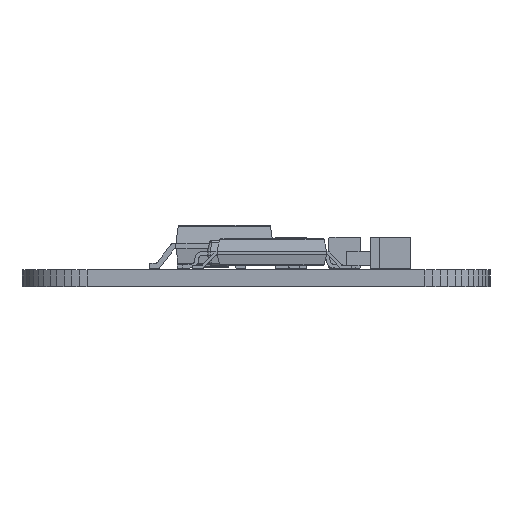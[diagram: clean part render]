
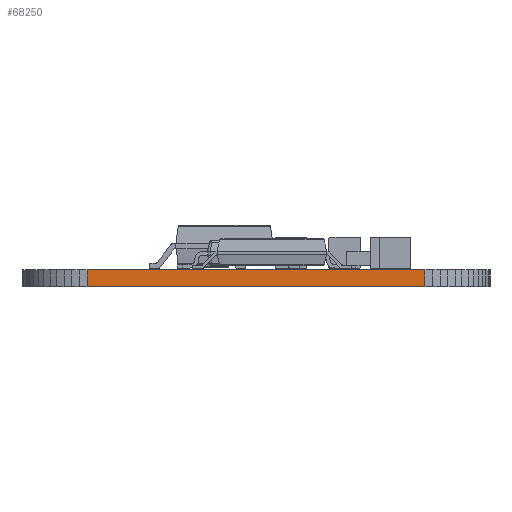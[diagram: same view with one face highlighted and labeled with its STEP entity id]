
A CAD part, front view. The second image highlights one B-rep face of the part: STEP entity #68250.
In plain terms, the highlighted planar face has unit normal (0, -1, 0).
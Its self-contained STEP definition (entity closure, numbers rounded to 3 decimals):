
#61929 = PLANE('',#61930);
#61930 = AXIS2_PLACEMENT_3D('',#61931,#61932,#61933);
#61931 = CARTESIAN_POINT('',(7.62,-19.05,0.68));
#61932 = DIRECTION('',(-0.,-0.,-1.));
#61933 = DIRECTION('',(-1.,0.,0.));
#61983 = PLANE('',#61984);
#61984 = AXIS2_PLACEMENT_3D('',#61985,#61986,#61987);
#61985 = CARTESIAN_POINT('',(7.62,-19.05,0.));
#61986 = DIRECTION('',(-0.,-0.,-1.));
#61987 = DIRECTION('',(-1.,0.,0.));
#62792 = VERTEX_POINT('',#62793);
#62793 = CARTESIAN_POINT('',(14.404,-40.714,0.));
#62807 = PLANE('',#62808);
#62808 = AXIS2_PLACEMENT_3D('',#62809,#62810,#62811);
#62809 = CARTESIAN_POINT('',(14.719,-40.695,0.));
#62810 = DIRECTION('',(0.06,-0.998,0.));
#62811 = DIRECTION('',(-0.998,-0.06,0.));
#62819 = EDGE_CURVE('',#62792,#62820,#62822,.T.);
#62820 = VERTEX_POINT('',#62821);
#62821 = CARTESIAN_POINT('',(0.836,-40.714,0.));
#62822 = SURFACE_CURVE('',#62823,(#62827,#62834),.PCURVE_S1.);
#62823 = LINE('',#62824,#62825);
#62824 = CARTESIAN_POINT('',(14.404,-40.714,0.));
#62825 = VECTOR('',#62826,1.);
#62826 = DIRECTION('',(-1.,0.,0.));
#62827 = PCURVE('',#61983,#62828);
#62828 = DEFINITIONAL_REPRESENTATION('',(#62829),#62833);
#62829 = LINE('',#62830,#62831);
#62830 = CARTESIAN_POINT('',(-6.784,-21.664));
#62831 = VECTOR('',#62832,1.);
#62832 = DIRECTION('',(1.,0.));
#62833 = ( GEOMETRIC_REPRESENTATION_CONTEXT(2) 
PARAMETRIC_REPRESENTATION_CONTEXT() REPRESENTATION_CONTEXT('2D SPACE',''
  ) );
#62834 = PCURVE('',#62835,#62840);
#62835 = PLANE('',#62836);
#62836 = AXIS2_PLACEMENT_3D('',#62837,#62838,#62839);
#62837 = CARTESIAN_POINT('',(14.404,-40.714,0.));
#62838 = DIRECTION('',(0.,-1.,0.));
#62839 = DIRECTION('',(-1.,0.,0.));
#62840 = DEFINITIONAL_REPRESENTATION('',(#62841),#62845);
#62841 = LINE('',#62842,#62843);
#62842 = CARTESIAN_POINT('',(0.,0.));
#62843 = VECTOR('',#62844,1.);
#62844 = DIRECTION('',(1.,0.));
#62845 = ( GEOMETRIC_REPRESENTATION_CONTEXT(2) 
PARAMETRIC_REPRESENTATION_CONTEXT() REPRESENTATION_CONTEXT('2D SPACE',''
  ) );
#62863 = PLANE('',#62864);
#62864 = AXIS2_PLACEMENT_3D('',#62865,#62866,#62867);
#62865 = CARTESIAN_POINT('',(0.836,-40.714,0.));
#62866 = DIRECTION('',(-0.06,-0.998,0.));
#62867 = DIRECTION('',(-0.998,0.06,0.));
#65280 = VERTEX_POINT('',#65281);
#65281 = CARTESIAN_POINT('',(14.404,-40.714,0.68));
#65302 = EDGE_CURVE('',#65280,#65303,#65305,.T.);
#65303 = VERTEX_POINT('',#65304);
#65304 = CARTESIAN_POINT('',(0.836,-40.714,0.68));
#65305 = SURFACE_CURVE('',#65306,(#65310,#65317),.PCURVE_S1.);
#65306 = LINE('',#65307,#65308);
#65307 = CARTESIAN_POINT('',(14.404,-40.714,0.68));
#65308 = VECTOR('',#65309,1.);
#65309 = DIRECTION('',(-1.,0.,0.));
#65310 = PCURVE('',#61929,#65311);
#65311 = DEFINITIONAL_REPRESENTATION('',(#65312),#65316);
#65312 = LINE('',#65313,#65314);
#65313 = CARTESIAN_POINT('',(-6.784,-21.664));
#65314 = VECTOR('',#65315,1.);
#65315 = DIRECTION('',(1.,0.));
#65316 = ( GEOMETRIC_REPRESENTATION_CONTEXT(2) 
PARAMETRIC_REPRESENTATION_CONTEXT() REPRESENTATION_CONTEXT('2D SPACE',''
  ) );
#65317 = PCURVE('',#62835,#65318);
#65318 = DEFINITIONAL_REPRESENTATION('',(#65319),#65323);
#65319 = LINE('',#65320,#65321);
#65320 = CARTESIAN_POINT('',(0.,-0.68));
#65321 = VECTOR('',#65322,1.);
#65322 = DIRECTION('',(1.,0.));
#65323 = ( GEOMETRIC_REPRESENTATION_CONTEXT(2) 
PARAMETRIC_REPRESENTATION_CONTEXT() REPRESENTATION_CONTEXT('2D SPACE',''
  ) );
#68202 = EDGE_CURVE('',#62792,#65280,#68203,.T.);
#68203 = SURFACE_CURVE('',#68204,(#68208,#68215),.PCURVE_S1.);
#68204 = LINE('',#68205,#68206);
#68205 = CARTESIAN_POINT('',(14.404,-40.714,0.));
#68206 = VECTOR('',#68207,1.);
#68207 = DIRECTION('',(0.,0.,1.));
#68208 = PCURVE('',#62807,#68209);
#68209 = DEFINITIONAL_REPRESENTATION('',(#68210),#68214);
#68210 = LINE('',#68211,#68212);
#68211 = CARTESIAN_POINT('',(0.316,0.));
#68212 = VECTOR('',#68213,1.);
#68213 = DIRECTION('',(0.,-1.));
#68214 = ( GEOMETRIC_REPRESENTATION_CONTEXT(2) 
PARAMETRIC_REPRESENTATION_CONTEXT() REPRESENTATION_CONTEXT('2D SPACE',''
  ) );
#68215 = PCURVE('',#62835,#68216);
#68216 = DEFINITIONAL_REPRESENTATION('',(#68217),#68221);
#68217 = LINE('',#68218,#68219);
#68218 = CARTESIAN_POINT('',(0.,0.));
#68219 = VECTOR('',#68220,1.);
#68220 = DIRECTION('',(0.,-1.));
#68221 = ( GEOMETRIC_REPRESENTATION_CONTEXT(2) 
PARAMETRIC_REPRESENTATION_CONTEXT() REPRESENTATION_CONTEXT('2D SPACE',''
  ) );
#68250 = ADVANCED_FACE('',(#68251),#62835,.T.);
#68251 = FACE_BOUND('',#68252,.T.);
#68252 = EDGE_LOOP('',(#68253,#68254,#68255,#68276));
#68253 = ORIENTED_EDGE('',*,*,#68202,.T.);
#68254 = ORIENTED_EDGE('',*,*,#65302,.T.);
#68255 = ORIENTED_EDGE('',*,*,#68256,.F.);
#68256 = EDGE_CURVE('',#62820,#65303,#68257,.T.);
#68257 = SURFACE_CURVE('',#68258,(#68262,#68269),.PCURVE_S1.);
#68258 = LINE('',#68259,#68260);
#68259 = CARTESIAN_POINT('',(0.836,-40.714,0.));
#68260 = VECTOR('',#68261,1.);
#68261 = DIRECTION('',(0.,0.,1.));
#68262 = PCURVE('',#62835,#68263);
#68263 = DEFINITIONAL_REPRESENTATION('',(#68264),#68268);
#68264 = LINE('',#68265,#68266);
#68265 = CARTESIAN_POINT('',(13.569,0.));
#68266 = VECTOR('',#68267,1.);
#68267 = DIRECTION('',(0.,-1.));
#68268 = ( GEOMETRIC_REPRESENTATION_CONTEXT(2) 
PARAMETRIC_REPRESENTATION_CONTEXT() REPRESENTATION_CONTEXT('2D SPACE',''
  ) );
#68269 = PCURVE('',#62863,#68270);
#68270 = DEFINITIONAL_REPRESENTATION('',(#68271),#68275);
#68271 = LINE('',#68272,#68273);
#68272 = CARTESIAN_POINT('',(0.,0.));
#68273 = VECTOR('',#68274,1.);
#68274 = DIRECTION('',(0.,-1.));
#68275 = ( GEOMETRIC_REPRESENTATION_CONTEXT(2) 
PARAMETRIC_REPRESENTATION_CONTEXT() REPRESENTATION_CONTEXT('2D SPACE',''
  ) );
#68276 = ORIENTED_EDGE('',*,*,#62819,.F.);
